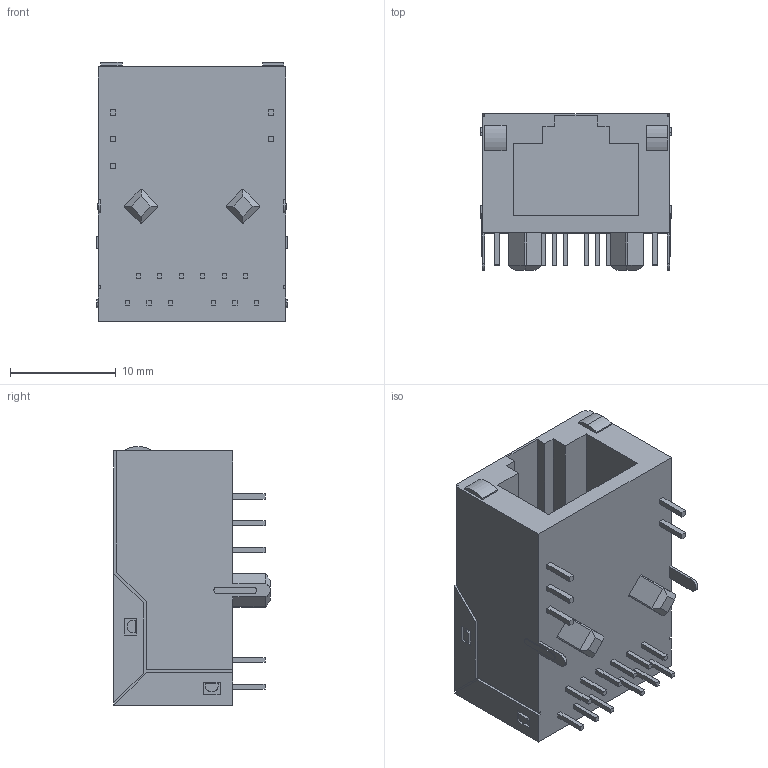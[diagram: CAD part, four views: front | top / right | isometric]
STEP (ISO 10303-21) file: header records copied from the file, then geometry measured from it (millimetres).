
FILE_DESCRIPTION (( 'STEP AP214' ), '1' );
FILE_NAME ('J0G-0003NL.STEP', '2017-06-26T09:31:28', ( '' ), ( '' ), 'SwSTEP 2.0', 'SolidWorks 2015', '' );
FILE_SCHEMA (( 'AUTOMOTIVE_DESIGN' ));
Length unit declared in the file: inch
Products named in the file (1): J0G-0003NL
Bounding box: 18.03 x 14.86 x 24.55 mm (x, y, z)
Volume: 4074.2 mm3; surface area: 2385.4 mm2
Topology: 1 solids, 1 shells, 233 faces, 593 edges, 394 vertices
Faces by surface type: plane 206, cylinder 27
Entity records: 9985 total; most frequent: CARTESIAN_POINT 1278, ORIENTED_EDGE 1186, DIRECTION 1083, EDGE_CURVE 593, LINE 533, VECTOR 533, VERTEX_POINT 394, AXIS2_PLACEMENT_3D 275
